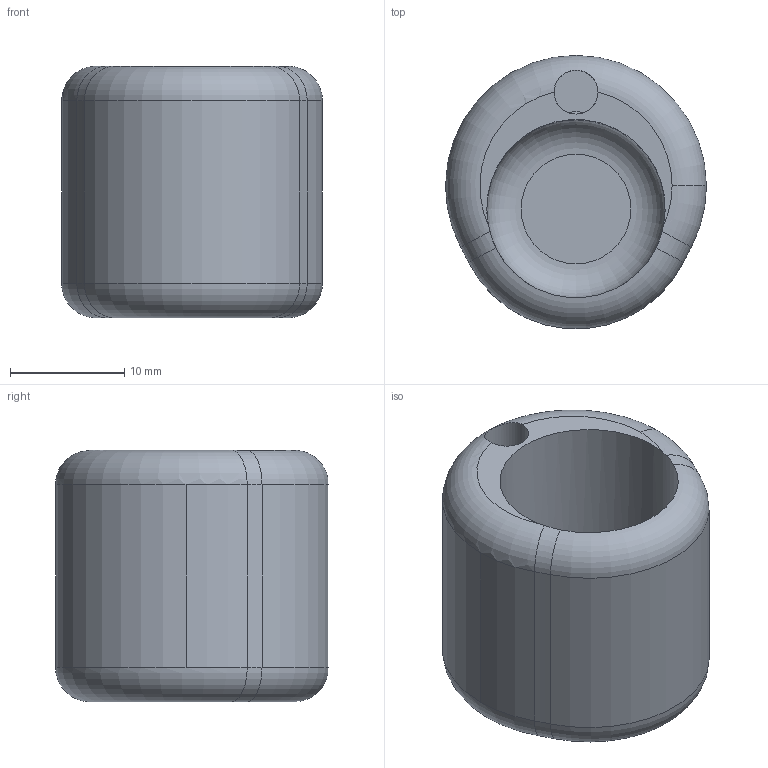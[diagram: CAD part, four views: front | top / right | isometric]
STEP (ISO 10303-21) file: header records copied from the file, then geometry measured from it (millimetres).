
FILE_DESCRIPTION(('HOOPS Exchange Step'),'2;1');
FILE_NAME('temp_export','2025-06-02T19:23:14-04:00',('anwaypimpalkar'),('Shapr3D Limited'),'HOOPS Exchange 2024.2','Shapr3D','Authorized');
FILE_SCHEMA( ('AUTOMOTIVE_DESIGN { 1 0 10303 214 1 1 1 1 }') );
Length unit declared in the file: millimetre
Products named in the file (2): Folder 01; root
Assembly tree (1 placements, depth 2):
  root
    Folder 01
Bounding box: 22.82 x 23.87 x 22 mm (x, y, z)
Volume: 4193.2 mm3; surface area: 5281.3 mm2
Topology: 1 solids, 1 shells, 32 faces, 82 edges, 51 vertices
Faces by surface type: cylinder 13, torus 12, plane 5, cone 2
Full cylindrical faces by diameter (mm): 3.85 x1, 15.6 x1, 16 x1
Entity records: 1211 total; most frequent: CARTESIAN_POINT 359, DIRECTION 195, ORIENTED_EDGE 164, AXIS2_PLACEMENT_3D 90, EDGE_CURVE 82, CIRCLE 56, VERTEX_POINT 51, EDGE_LOOP 33
